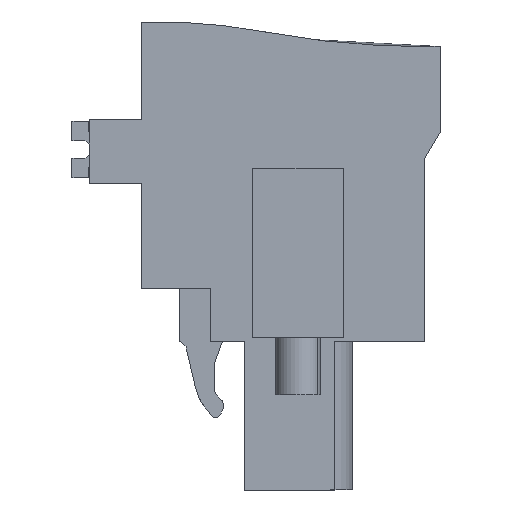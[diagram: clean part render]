
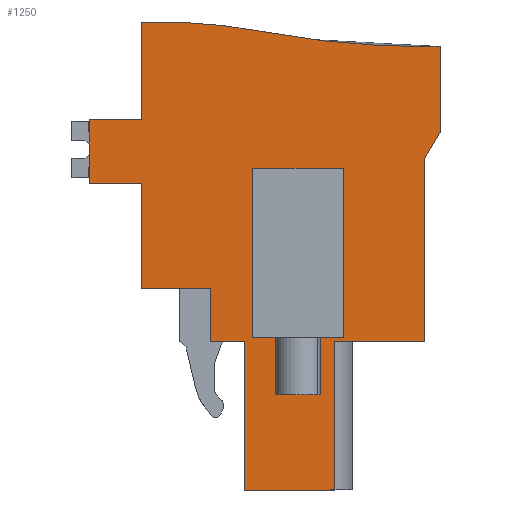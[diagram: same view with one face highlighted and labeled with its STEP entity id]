
A CAD part, left-side view. The second image highlights one B-rep face of the part: STEP entity #1250.
In plain terms, the highlighted planar face has unit normal (-1, 0, 0).
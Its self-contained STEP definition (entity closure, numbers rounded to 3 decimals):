
#1092=AXIS2_PLACEMENT_3D('Plane Axis2P3D',#1089,#1090,#1091) ;
#1105=AXIS2_PLACEMENT_3D('Circle Axis2P3D',#1103,#1104,$) ;
#1112=AXIS2_PLACEMENT_3D('Circle Axis2P3D',#1110,#1111,$) ;
#49=CARTESIAN_POINT('Vertex',(4.9,12.85,8.35)) ;
#52=CARTESIAN_POINT('Line Origine',(4.9,12.85,9.825)) ;
#56=CARTESIAN_POINT('Vertex',(4.9,12.85,11.3)) ;
#966=CARTESIAN_POINT('Vertex',(4.9,10.937,8.35)) ;
#969=CARTESIAN_POINT('Line Origine',(4.9,11.893,8.35)) ;
#1089=CARTESIAN_POINT('Axis2P3D Location',(4.9,3.817,22.4)) ;
#1094=CARTESIAN_POINT('Line Origine',(4.9,0.,22.459)) ;
#1098=CARTESIAN_POINT('Vertex',(4.9,0.,20.059)) ;
#1100=CARTESIAN_POINT('Vertex',(4.9,0.,24.859)) ;
#1103=CARTESIAN_POINT('Axis2P3D Location',(4.9,0.92,72.85)) ;
#1107=CARTESIAN_POINT('Vertex',(4.9,9.844,25.687)) ;
#1110=CARTESIAN_POINT('Axis2P3D Location',(4.9,15.85,-6.057)) ;
#1114=CARTESIAN_POINT('Vertex',(4.9,16.75,26.237)) ;
#1117=CARTESIAN_POINT('Line Origine',(4.9,16.75,23.494)) ;
#1121=CARTESIAN_POINT('Vertex',(4.9,16.75,20.75)) ;
#1124=CARTESIAN_POINT('Line Origine',(4.9,18.2,20.75)) ;
#1128=CARTESIAN_POINT('Vertex',(4.9,19.65,20.75)) ;
#1131=CARTESIAN_POINT('Line Origine',(4.9,19.65,18.975)) ;
#1135=CARTESIAN_POINT('Vertex',(4.9,19.65,17.2)) ;
#1138=CARTESIAN_POINT('Line Origine',(4.9,18.2,17.2)) ;
#1142=CARTESIAN_POINT('Vertex',(4.9,16.75,17.2)) ;
#1145=CARTESIAN_POINT('Line Origine',(4.9,16.75,14.25)) ;
#1149=CARTESIAN_POINT('Vertex',(4.9,16.75,11.3)) ;
#1152=CARTESIAN_POINT('Line Origine',(4.9,14.8,11.3)) ;
#1157=CARTESIAN_POINT('Line Origine',(4.9,10.937,4.175)) ;
#1161=CARTESIAN_POINT('Vertex',(4.9,10.937,0.)) ;
#1164=CARTESIAN_POINT('Line Origine',(4.9,8.414,0.)) ;
#1168=CARTESIAN_POINT('Vertex',(4.9,5.891,0.)) ;
#1171=CARTESIAN_POINT('Line Origine',(4.9,5.891,4.175)) ;
#1175=CARTESIAN_POINT('Vertex',(4.9,5.891,8.35)) ;
#1178=CARTESIAN_POINT('Line Origine',(4.9,3.396,8.35)) ;
#1182=CARTESIAN_POINT('Vertex',(4.9,0.9,8.35)) ;
#1185=CARTESIAN_POINT('Line Origine',(4.9,0.9,13.425)) ;
#1189=CARTESIAN_POINT('Vertex',(4.9,0.9,18.5)) ;
#1192=CARTESIAN_POINT('Line Origine',(4.9,0.45,19.279)) ;
#1216=CARTESIAN_POINT('Line Origine',(4.9,7.964,8.55)) ;
#1220=CARTESIAN_POINT('Vertex',(4.9,10.514,8.55)) ;
#1222=CARTESIAN_POINT('Vertex',(4.9,5.414,8.55)) ;
#1225=CARTESIAN_POINT('Line Origine',(4.9,10.514,13.3)) ;
#1229=CARTESIAN_POINT('Vertex',(4.9,10.514,18.05)) ;
#1232=CARTESIAN_POINT('Line Origine',(4.9,7.964,18.05)) ;
#1236=CARTESIAN_POINT('Vertex',(4.9,5.414,18.05)) ;
#1239=CARTESIAN_POINT('Line Origine',(4.9,5.414,13.3)) ;
#53=DIRECTION('Vector Direction',(0.,0.,1.)) ;
#970=DIRECTION('Vector Direction',(0.,1.,0.)) ;
#1090=DIRECTION('Axis2P3D Direction',(1.,0.,0.)) ;
#1091=DIRECTION('Axis2P3D XDirection',(0.,1.,0.)) ;
#1095=DIRECTION('Vector Direction',(0.,0.,1.)) ;
#1104=DIRECTION('Axis2P3D Direction',(1.,0.,0.)) ;
#1111=DIRECTION('Axis2P3D Direction',(1.,0.,0.)) ;
#1118=DIRECTION('Vector Direction',(0.,0.,1.)) ;
#1125=DIRECTION('Vector Direction',(0.,-1.,0.)) ;
#1132=DIRECTION('Vector Direction',(0.,0.,1.)) ;
#1139=DIRECTION('Vector Direction',(0.,1.,0.)) ;
#1146=DIRECTION('Vector Direction',(0.,0.,1.)) ;
#1153=DIRECTION('Vector Direction',(0.,-1.,0.)) ;
#1158=DIRECTION('Vector Direction',(0.,0.,-1.)) ;
#1165=DIRECTION('Vector Direction',(0.,-1.,0.)) ;
#1172=DIRECTION('Vector Direction',(0.,0.,-1.)) ;
#1179=DIRECTION('Vector Direction',(0.,1.,0.)) ;
#1186=DIRECTION('Vector Direction',(0.,0.,-1.)) ;
#1193=DIRECTION('Vector Direction',(0.,-0.5,0.866)) ;
#1217=DIRECTION('Vector Direction',(0.,-1.,0.)) ;
#1226=DIRECTION('Vector Direction',(0.,0.,-1.)) ;
#1233=DIRECTION('Vector Direction',(0.,-1.,0.)) ;
#1240=DIRECTION('Vector Direction',(0.,0.,-1.)) ;
#54=VECTOR('Line Direction',#53,1.) ;
#971=VECTOR('Line Direction',#970,1.) ;
#1096=VECTOR('Line Direction',#1095,1.) ;
#1119=VECTOR('Line Direction',#1118,1.) ;
#1126=VECTOR('Line Direction',#1125,1.) ;
#1133=VECTOR('Line Direction',#1132,1.) ;
#1140=VECTOR('Line Direction',#1139,1.) ;
#1147=VECTOR('Line Direction',#1146,1.) ;
#1154=VECTOR('Line Direction',#1153,1.) ;
#1159=VECTOR('Line Direction',#1158,1.) ;
#1166=VECTOR('Line Direction',#1165,1.) ;
#1173=VECTOR('Line Direction',#1172,1.) ;
#1180=VECTOR('Line Direction',#1179,1.) ;
#1187=VECTOR('Line Direction',#1186,1.) ;
#1194=VECTOR('Line Direction',#1193,1.) ;
#1218=VECTOR('Line Direction',#1217,1.) ;
#1227=VECTOR('Line Direction',#1226,1.) ;
#1234=VECTOR('Line Direction',#1233,1.) ;
#1241=VECTOR('Line Direction',#1240,1.) ;
#1198=ORIENTED_EDGE('',*,*,#1102,.T.) ;
#1199=ORIENTED_EDGE('',*,*,#1109,.T.) ;
#1200=ORIENTED_EDGE('',*,*,#1116,.F.) ;
#1201=ORIENTED_EDGE('',*,*,#1123,.F.) ;
#1202=ORIENTED_EDGE('',*,*,#1130,.F.) ;
#1203=ORIENTED_EDGE('',*,*,#1137,.F.) ;
#1204=ORIENTED_EDGE('',*,*,#1144,.F.) ;
#1205=ORIENTED_EDGE('',*,*,#1151,.F.) ;
#1206=ORIENTED_EDGE('',*,*,#1156,.T.) ;
#1207=ORIENTED_EDGE('',*,*,#58,.F.) ;
#1208=ORIENTED_EDGE('',*,*,#973,.F.) ;
#1209=ORIENTED_EDGE('',*,*,#1163,.T.) ;
#1210=ORIENTED_EDGE('',*,*,#1170,.T.) ;
#1211=ORIENTED_EDGE('',*,*,#1177,.F.) ;
#1212=ORIENTED_EDGE('',*,*,#1184,.F.) ;
#1213=ORIENTED_EDGE('',*,*,#1191,.F.) ;
#1214=ORIENTED_EDGE('',*,*,#1196,.T.) ;
#1245=ORIENTED_EDGE('',*,*,#1224,.F.) ;
#1246=ORIENTED_EDGE('',*,*,#1231,.F.) ;
#1247=ORIENTED_EDGE('',*,*,#1238,.F.) ;
#1248=ORIENTED_EDGE('',*,*,#1243,.T.) ;
#1249=FACE_BOUND('',#1244,.T.) ;
#1250=ADVANCED_FACE('HOUSING',(#1215,#1249),#1093,.F.) ;
#1106=CIRCLE('generated circle',#1105,48.) ;
#1113=CIRCLE('generated circle',#1112,32.307) ;
#58=EDGE_CURVE('',#50,#57,#55,.T.) ;
#973=EDGE_CURVE('',#967,#50,#972,.T.) ;
#1102=EDGE_CURVE('',#1099,#1101,#1097,.T.) ;
#1109=EDGE_CURVE('',#1101,#1108,#1106,.T.) ;
#1116=EDGE_CURVE('',#1115,#1108,#1113,.T.) ;
#1123=EDGE_CURVE('',#1122,#1115,#1120,.T.) ;
#1130=EDGE_CURVE('',#1129,#1122,#1127,.T.) ;
#1137=EDGE_CURVE('',#1136,#1129,#1134,.T.) ;
#1144=EDGE_CURVE('',#1143,#1136,#1141,.T.) ;
#1151=EDGE_CURVE('',#1150,#1143,#1148,.T.) ;
#1156=EDGE_CURVE('',#1150,#57,#1155,.T.) ;
#1163=EDGE_CURVE('',#967,#1162,#1160,.T.) ;
#1170=EDGE_CURVE('',#1162,#1169,#1167,.T.) ;
#1177=EDGE_CURVE('',#1176,#1169,#1174,.T.) ;
#1184=EDGE_CURVE('',#1183,#1176,#1181,.T.) ;
#1191=EDGE_CURVE('',#1190,#1183,#1188,.T.) ;
#1196=EDGE_CURVE('',#1190,#1099,#1195,.T.) ;
#1224=EDGE_CURVE('',#1221,#1223,#1219,.T.) ;
#1231=EDGE_CURVE('',#1230,#1221,#1228,.T.) ;
#1238=EDGE_CURVE('',#1237,#1230,#1235,.F.) ;
#1243=EDGE_CURVE('',#1237,#1223,#1242,.T.) ;
#1197=EDGE_LOOP('',(#1198,#1199,#1200,#1201,#1202,#1203,#1204,#1205,#1206,#1207,#1208,#1209,#1210,#1211,#1212,#1213,#1214)) ;
#1244=EDGE_LOOP('',(#1245,#1246,#1247,#1248)) ;
#1215=FACE_OUTER_BOUND('',#1197,.T.) ;
#55=LINE('Line',#52,#54) ;
#972=LINE('Line',#969,#971) ;
#1097=LINE('Line',#1094,#1096) ;
#1120=LINE('Line',#1117,#1119) ;
#1127=LINE('Line',#1124,#1126) ;
#1134=LINE('Line',#1131,#1133) ;
#1141=LINE('Line',#1138,#1140) ;
#1148=LINE('Line',#1145,#1147) ;
#1155=LINE('Line',#1152,#1154) ;
#1160=LINE('Line',#1157,#1159) ;
#1167=LINE('Line',#1164,#1166) ;
#1174=LINE('Line',#1171,#1173) ;
#1181=LINE('Line',#1178,#1180) ;
#1188=LINE('Line',#1185,#1187) ;
#1195=LINE('Line',#1192,#1194) ;
#1219=LINE('Line',#1216,#1218) ;
#1228=LINE('Line',#1225,#1227) ;
#1235=LINE('Line',#1232,#1234) ;
#1242=LINE('Line',#1239,#1241) ;
#1093=PLANE('',#1092) ;
#50=VERTEX_POINT('',#49) ;
#57=VERTEX_POINT('',#56) ;
#967=VERTEX_POINT('',#966) ;
#1099=VERTEX_POINT('',#1098) ;
#1101=VERTEX_POINT('',#1100) ;
#1108=VERTEX_POINT('',#1107) ;
#1115=VERTEX_POINT('',#1114) ;
#1122=VERTEX_POINT('',#1121) ;
#1129=VERTEX_POINT('',#1128) ;
#1136=VERTEX_POINT('',#1135) ;
#1143=VERTEX_POINT('',#1142) ;
#1150=VERTEX_POINT('',#1149) ;
#1162=VERTEX_POINT('',#1161) ;
#1169=VERTEX_POINT('',#1168) ;
#1176=VERTEX_POINT('',#1175) ;
#1183=VERTEX_POINT('',#1182) ;
#1190=VERTEX_POINT('',#1189) ;
#1221=VERTEX_POINT('',#1220) ;
#1223=VERTEX_POINT('',#1222) ;
#1230=VERTEX_POINT('',#1229) ;
#1237=VERTEX_POINT('',#1236) ;
